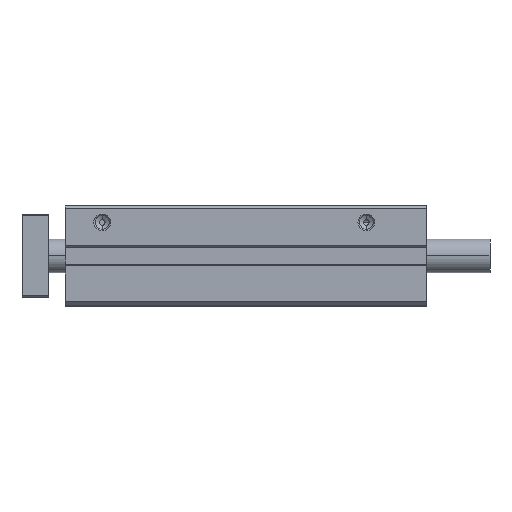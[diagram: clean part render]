
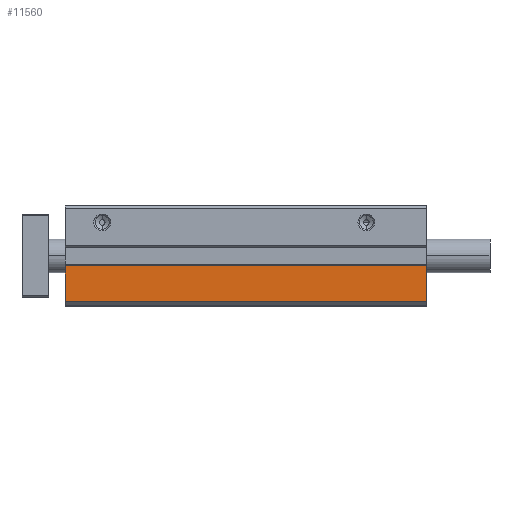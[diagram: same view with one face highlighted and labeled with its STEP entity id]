
A CAD part, top view. The second image highlights one B-rep face of the part: STEP entity #11560.
In plain terms, the highlighted planar face has unit normal (0, 0, 1).
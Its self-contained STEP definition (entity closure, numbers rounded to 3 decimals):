
#161 = VERTEX_POINT ( 'NONE', #7016 ) ;
#538 = EDGE_CURVE ( 'NONE', #577, #2421, #3798, .T. ) ;
#572 = VECTOR ( 'NONE', #5343, 1000. ) ;
#577 = VERTEX_POINT ( 'NONE', #10658 ) ;
#585 = FACE_OUTER_BOUND ( 'NONE', #6577, .T. ) ;
#1004 = VECTOR ( 'NONE', #1389, 1000. ) ;
#1389 = DIRECTION ( 'NONE',  ( -1., 0., 0. ) ) ;
#1769 = EDGE_CURVE ( 'NONE', #577, #7864, #10169, .T. ) ;
#2421 = VERTEX_POINT ( 'NONE', #4931 ) ;
#2786 = ORIENTED_EDGE ( 'NONE', *, *, #10586, .T. ) ;
#3480 = PLANE ( 'NONE',  #7652 ) ;
#3798 = LINE ( 'NONE', #11503, #4510 ) ;
#4148 = CARTESIAN_POINT ( 'NONE',  ( 0., -3., 32. ) ) ;
#4168 = LINE ( 'NONE', #6018, #10106 ) ;
#4177 = ORIENTED_EDGE ( 'NONE', *, *, #4671, .T. ) ;
#4510 = VECTOR ( 'NONE', #11615, 1000. ) ;
#4671 = EDGE_CURVE ( 'NONE', #7864, #161, #5465, .T. ) ;
#4865 = CARTESIAN_POINT ( 'NONE',  ( 0., -3., 32. ) ) ;
#4931 = CARTESIAN_POINT ( 'NONE',  ( 108., -13.7, 32. ) ) ;
#5263 = ORIENTED_EDGE ( 'NONE', *, *, #1769, .T. ) ;
#5343 = DIRECTION ( 'NONE',  ( 0., -1., 0. ) ) ;
#5465 = LINE ( 'NONE', #7263, #572 ) ;
#6018 = CARTESIAN_POINT ( 'NONE',  ( 0., -13.7, 32. ) ) ;
#6422 = DIRECTION ( 'NONE',  ( 0., 0., 1. ) ) ;
#6483 = DIRECTION ( 'NONE',  ( 1., 0., 0. ) ) ;
#6577 = EDGE_LOOP ( 'NONE', ( #4177, #2786, #10510, #5263 ) ) ;
#7016 = CARTESIAN_POINT ( 'NONE',  ( 0., -13.7, 32. ) ) ;
#7263 = CARTESIAN_POINT ( 'NONE',  ( 0., -13.7, 32. ) ) ;
#7562 = CARTESIAN_POINT ( 'NONE',  ( 0., -13.7, 32. ) ) ;
#7652 = AXIS2_PLACEMENT_3D ( 'NONE', #7562, #6422, #6483 ) ;
#7864 = VERTEX_POINT ( 'NONE', #4865 ) ;
#9034 = DIRECTION ( 'NONE',  ( 1., 0., 0. ) ) ;
#10106 = VECTOR ( 'NONE', #9034, 1000. ) ;
#10169 = LINE ( 'NONE', #4148, #1004 ) ;
#10510 = ORIENTED_EDGE ( 'NONE', *, *, #538, .F. ) ;
#10586 = EDGE_CURVE ( 'NONE', #161, #2421, #4168, .T. ) ;
#10658 = CARTESIAN_POINT ( 'NONE',  ( 108., -3., 32. ) ) ;
#11503 = CARTESIAN_POINT ( 'NONE',  ( 108., 0., 32. ) ) ;
#11560 = ADVANCED_FACE ( 'NONE', ( #585 ), #3480, .T. ) ;
#11615 = DIRECTION ( 'NONE',  ( 0., -1., 0. ) ) ;
